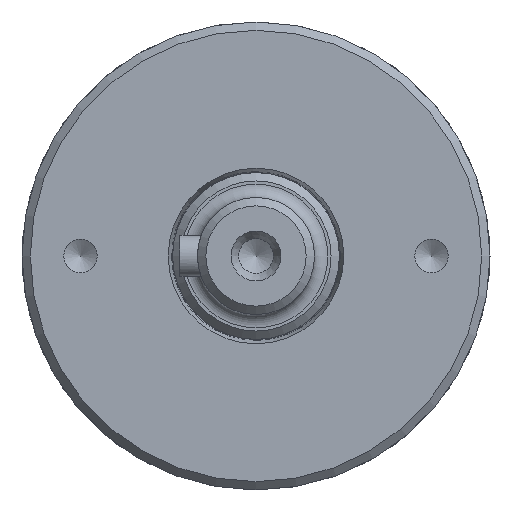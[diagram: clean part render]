
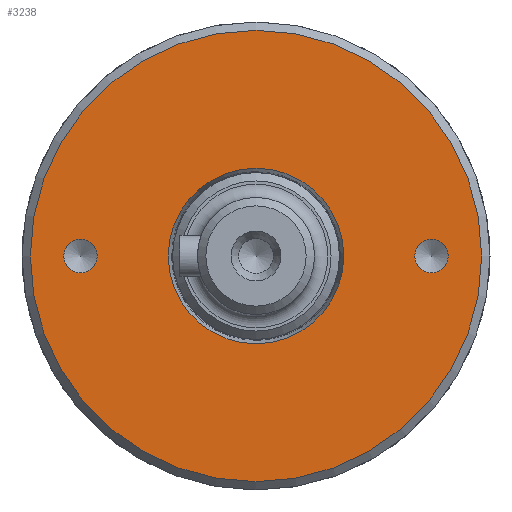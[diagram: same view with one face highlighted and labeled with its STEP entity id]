
A CAD part, left-side view. The second image highlights one B-rep face of the part: STEP entity #3238.
In plain terms, the highlighted planar face has unit normal (-1, 0, 0).
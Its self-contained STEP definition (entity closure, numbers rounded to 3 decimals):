
#73=FACE_BOUND('',#433,.T.);
#74=FACE_BOUND('',#434,.T.);
#75=FACE_BOUND('',#435,.T.);
#104=PLANE('',#3465);
#247=FACE_OUTER_BOUND('',#432,.T.);
#432=EDGE_LOOP('',(#2138,#2139));
#433=EDGE_LOOP('',(#2140,#2141));
#434=EDGE_LOOP('',(#2142,#2143));
#435=EDGE_LOOP('',(#2144,#2145));
#1148=CIRCLE('',#3446,2.);
#1149=CIRCLE('',#3447,2.);
#1152=CIRCLE('',#3452,2.);
#1153=CIRCLE('',#3453,2.);
#1160=CIRCLE('',#3463,10.5);
#1161=CIRCLE('',#3464,10.5);
#1162=CIRCLE('',#3466,27.);
#1163=CIRCLE('',#3467,27.);
#1328=VERTEX_POINT('',#4775);
#1329=VERTEX_POINT('',#4776);
#1333=VERTEX_POINT('',#4788);
#1334=VERTEX_POINT('',#4789);
#1341=VERTEX_POINT('',#4808);
#1342=VERTEX_POINT('',#4810);
#1343=VERTEX_POINT('',#4814);
#1344=VERTEX_POINT('',#4815);
#1642=EDGE_CURVE('',#1328,#1329,#1148,.T.);
#1643=EDGE_CURVE('',#1329,#1328,#1149,.T.);
#1648=EDGE_CURVE('',#1333,#1334,#1152,.T.);
#1649=EDGE_CURVE('',#1334,#1333,#1153,.T.);
#1658=EDGE_CURVE('',#1342,#1341,#1160,.T.);
#1659=EDGE_CURVE('',#1341,#1342,#1161,.T.);
#1660=EDGE_CURVE('',#1343,#1344,#1162,.T.);
#1661=EDGE_CURVE('',#1344,#1343,#1163,.T.);
#2138=ORIENTED_EDGE('',*,*,#1660,.F.);
#2139=ORIENTED_EDGE('',*,*,#1661,.F.);
#2140=ORIENTED_EDGE('',*,*,#1642,.T.);
#2141=ORIENTED_EDGE('',*,*,#1643,.T.);
#2142=ORIENTED_EDGE('',*,*,#1648,.T.);
#2143=ORIENTED_EDGE('',*,*,#1649,.T.);
#2144=ORIENTED_EDGE('',*,*,#1658,.T.);
#2145=ORIENTED_EDGE('',*,*,#1659,.T.);
#3238=ADVANCED_FACE('',(#247,#73,#74,#75),#104,.T.);
#3446=AXIS2_PLACEMENT_3D('',#4777,#3812,#3813);
#3447=AXIS2_PLACEMENT_3D('',#4778,#3814,#3815);
#3452=AXIS2_PLACEMENT_3D('',#4790,#3826,#3827);
#3453=AXIS2_PLACEMENT_3D('',#4791,#3828,#3829);
#3463=AXIS2_PLACEMENT_3D('',#4811,#3850,#3851);
#3464=AXIS2_PLACEMENT_3D('',#4812,#3852,#3853);
#3465=AXIS2_PLACEMENT_3D('',#4813,#3854,#3855);
#3466=AXIS2_PLACEMENT_3D('',#4816,#3856,#3857);
#3467=AXIS2_PLACEMENT_3D('',#4817,#3858,#3859);
#3812=DIRECTION('center_axis',(1.,0.,0.));
#3813=DIRECTION('ref_axis',(0.,0.,
-1.));
#3814=DIRECTION('center_axis',(1.,0.,0.));
#3815=DIRECTION('ref_axis',(0.,0.,
-1.));
#3826=DIRECTION('center_axis',(1.,0.,0.));
#3827=DIRECTION('ref_axis',(0.,0.,
-1.));
#3828=DIRECTION('center_axis',(1.,0.,0.));
#3829=DIRECTION('ref_axis',(0.,0.,
-1.));
#3850=DIRECTION('center_axis',(1.,0.,0.));
#3851=DIRECTION('ref_axis',(0.,-1.,0.));
#3852=DIRECTION('center_axis',(1.,0.,0.));
#3853=DIRECTION('ref_axis',(0.,-1.,0.));
#3854=DIRECTION('center_axis',(-1.,0.,0.));
#3855=DIRECTION('ref_axis',(0.,0.,
-1.));
#3856=DIRECTION('center_axis',(1.,0.,0.));
#3857=DIRECTION('ref_axis',(0.,-1.,0.));
#3858=DIRECTION('center_axis',(1.,0.,0.));
#3859=DIRECTION('ref_axis',(0.,-1.,0.));
#4775=CARTESIAN_POINT('',(-101.2,-21.,-2.));
#4776=CARTESIAN_POINT('',(-101.2,-21.,2.));
#4777=CARTESIAN_POINT('Origin',(-101.2,-21.,0.));
#4778=CARTESIAN_POINT('Origin',(-101.2,-21.,0.));
#4788=CARTESIAN_POINT('',(-101.2,21.,-2.));
#4789=CARTESIAN_POINT('',(-101.2,21.,2.));
#4790=CARTESIAN_POINT('Origin',(-101.2,21.,0.));
#4791=CARTESIAN_POINT('Origin',(-101.2,21.,0.));
#4808=CARTESIAN_POINT('',(-101.2,10.5,0.));
#4810=CARTESIAN_POINT('',(-101.2,-10.5,0.));
#4811=CARTESIAN_POINT('Origin',(-101.2,0.,0.));
#4812=CARTESIAN_POINT('Origin',(-101.2,0.,0.));
#4813=CARTESIAN_POINT('Origin',(-101.2,-18.75,0.));
#4814=CARTESIAN_POINT('',(-101.2,-27.,0.));
#4815=CARTESIAN_POINT('',(-101.2,27.,0.));
#4816=CARTESIAN_POINT('Origin',(-101.2,0.,0.));
#4817=CARTESIAN_POINT('Origin',(-101.2,0.,0.));
